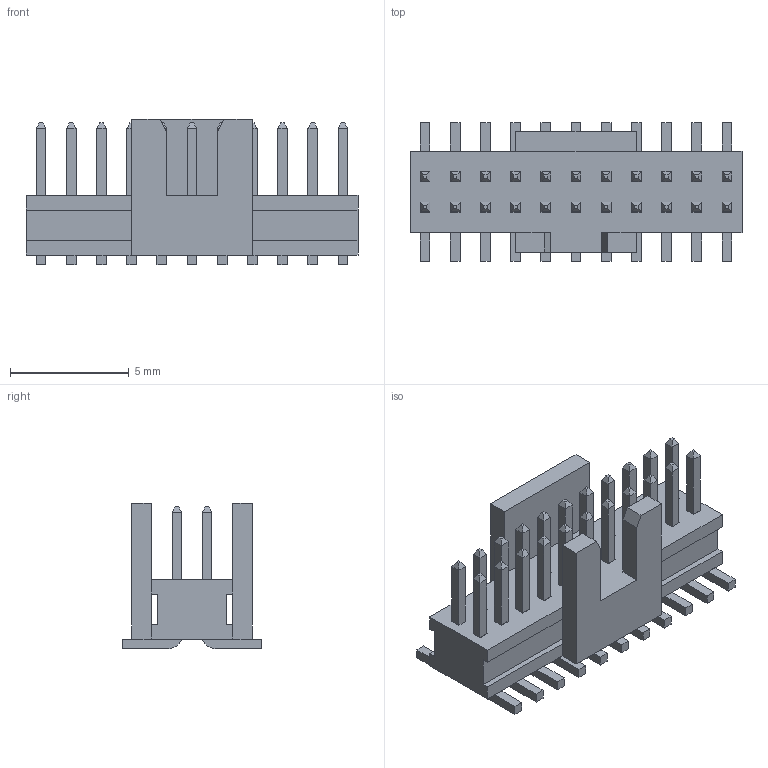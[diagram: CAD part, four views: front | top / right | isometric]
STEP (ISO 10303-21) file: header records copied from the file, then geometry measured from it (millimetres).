
FILE_DESCRIPTION(('FreeCAD Model'),'2;1');
FILE_NAME('Open CASCADE Shape Model','2025-02-16T19:59:51',(''),(''), 'Open CASCADE STEP processor 7.8','FreeCAD','Unknown');
FILE_SCHEMA(('AUTOMOTIVE_DESIGN { 1 0 10303 214 1 1 1 1 }'));
Length unit declared in the file: millimetre
Products named in the file (4): FTSH-111-01-L-DV-K; FTSH-111-01-L-DV-K_body; FTSH-111-01-L-DV-K_pins1; FTSH-111-01-L-DV-K_pins2
Assembly tree (3 placements, depth 2):
  FTSH-111-01-L-DV-K
    FTSH-111-01-L-DV-K_body
    FTSH-111-01-L-DV-K_pins1
    FTSH-111-01-L-DV-K_pins2
Bounding box: 13.97 x 5.84 x 6.12 mm (x, y, z)
Volume: 200.7 mm3; surface area: 743.2 mm2
Topology: 3 solids, 3 shells, 492 faces, 1352 edges, 868 vertices
Faces by surface type: plane 470, cylinder 22
Entity records: 15365 total; most frequent: CARTESIAN_POINT 2716, ORIENTED_EDGE 2704, DIRECTION 2388, EDGE_CURVE 1352, LINE 1308, VECTOR 1308, VERTEX_POINT 868, AXIS2_PLACEMENT_3D 540
